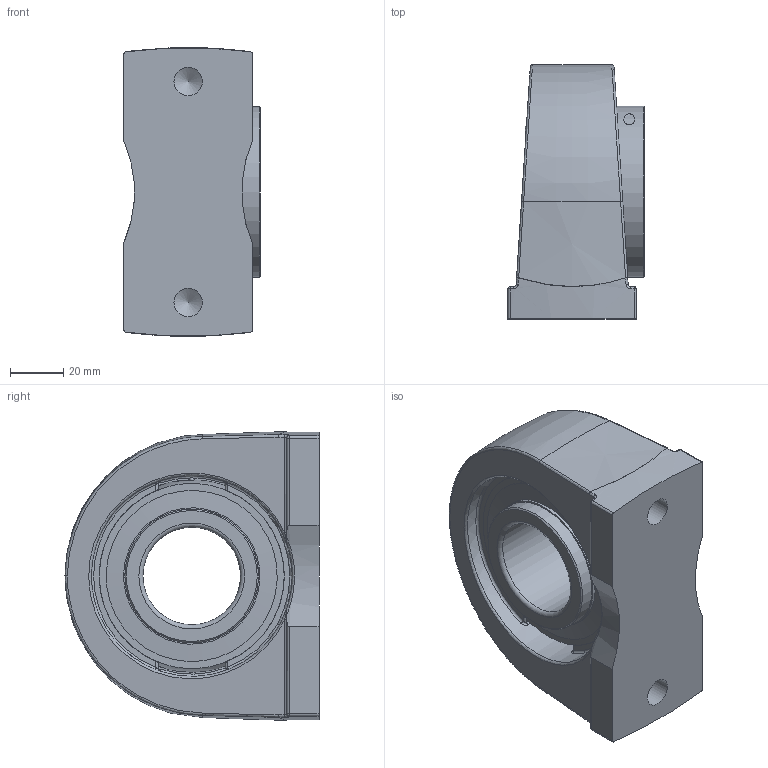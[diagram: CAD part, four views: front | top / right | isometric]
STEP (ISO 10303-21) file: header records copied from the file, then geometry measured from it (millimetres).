
FILE_DESCRIPTION(/* description */ ('Alibre Inc.'),/* implementation_level */ '2;1');
FILE_NAME(/* name */ 'export-A910C1AE-7E51-4724-AEE0-3B5E5847D403',/* time_stamp */ '2020-05-18T11:42:54-07:00',/* author */ (''),/* organization */ (''),/* preprocessor_version */ 'ST-DEVELOPER v17',/* originating_system */ 'Alibre',/* authorisation */ '');
FILE_SCHEMA (('CONFIG_CONTROL_DESIGN'));
Length unit declared in the file: inch
Bounding box: 50.9 x 95 x 108 mm (x, y, z)
Volume: 249918.5 mm3; surface area: 75641 mm2
Topology: 16 solids, 16 shells, 233 faces, 602 edges, 380 vertices
Faces by surface type: plane 68, cylinder 63, cone 32, bspline 26, sphere 23, torus 21
Full cylindrical faces by diameter (mm): 4.134 x1, 4.137 x1, 5.8 x1, 8.5 x1, 10.592 x2, 36.513 x1, 50 x4, 51.016 x2, 62 x2, 64 x2, 75.166 x2, 80.35 x1
Entity records: 10895 total; most frequent: CARTESIAN_POINT 5431, ORIENTED_EDGE 1012, DIRECTION 820, EDGE_CURVE 506, AXIS2_PLACEMENT_3D 365, VERTEX_POINT 347, FACE_BOUND 273, EDGE_LOOP 262
